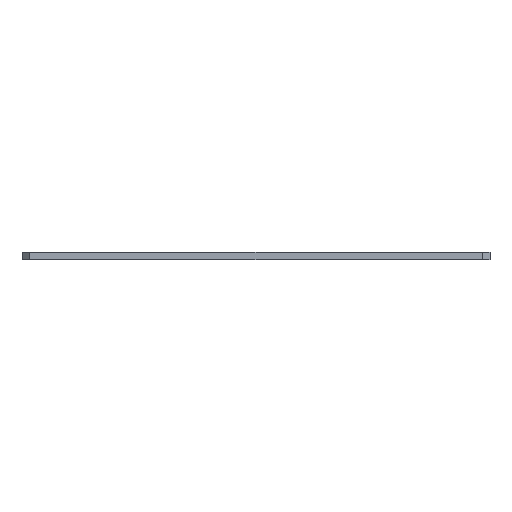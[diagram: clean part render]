
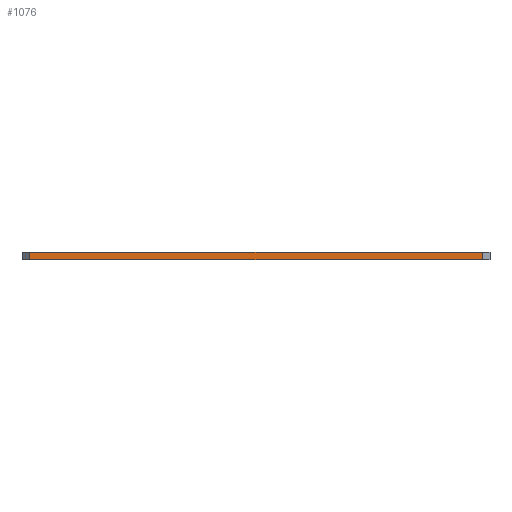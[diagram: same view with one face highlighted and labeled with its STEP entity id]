
A CAD part, front view. The second image highlights one B-rep face of the part: STEP entity #1076.
In plain terms, the highlighted planar face has unit normal (0, -1, 0).
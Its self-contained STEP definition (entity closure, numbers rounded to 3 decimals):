
#11 = ORIENTED_EDGE ( 'NONE', *, *, #1195, .F. ) ;
#78 = FACE_OUTER_BOUND ( 'NONE', #109, .T. ) ;
#109 = EDGE_LOOP ( 'NONE', ( #154, #164, #11, #866 ) ) ;
#127 = CARTESIAN_POINT ( 'NONE',  ( 58., -120., -2. ) ) ;
#154 = ORIENTED_EDGE ( 'NONE', *, *, #188, .T. ) ;
#161 = VECTOR ( 'NONE', #908, 1000. ) ;
#164 = ORIENTED_EDGE ( 'NONE', *, *, #369, .T. ) ;
#171 = CARTESIAN_POINT ( 'NONE',  ( 58., -120., 0. ) ) ;
#188 = EDGE_CURVE ( 'NONE', #1113, #630, #964, .T. ) ;
#213 = CARTESIAN_POINT ( 'NONE',  ( -60., -120., 0. ) ) ;
#218 = AXIS2_PLACEMENT_3D ( 'NONE', #621, #1106, #997 ) ;
#240 = CARTESIAN_POINT ( 'NONE',  ( -58., -120., -2. ) ) ;
#353 = DIRECTION ( 'NONE',  ( 0., 0., -1. ) ) ;
#369 = EDGE_CURVE ( 'NONE', #630, #741, #1000, .T. ) ;
#498 = VERTEX_POINT ( 'NONE', #551 ) ;
#520 = PLANE ( 'NONE',  #218 ) ;
#529 = VECTOR ( 'NONE', #1067, 1000. ) ;
#536 = CARTESIAN_POINT ( 'NONE',  ( -58., -120., -2. ) ) ;
#551 = CARTESIAN_POINT ( 'NONE',  ( 58., -120., -2. ) ) ;
#560 = CARTESIAN_POINT ( 'NONE',  ( -60., -120., -2. ) ) ;
#575 = DIRECTION ( 'NONE',  ( -1., 0., 0. ) ) ;
#596 = CARTESIAN_POINT ( 'NONE',  ( -58., -120., 0. ) ) ;
#618 = VECTOR ( 'NONE', #575, 1000. ) ;
#621 = CARTESIAN_POINT ( 'NONE',  ( -60., -120., -2. ) ) ;
#630 = VERTEX_POINT ( 'NONE', #596 ) ;
#661 = LINE ( 'NONE', #560, #618 ) ;
#706 = VECTOR ( 'NONE', #353, 1000. ) ;
#741 = VERTEX_POINT ( 'NONE', #536 ) ;
#866 = ORIENTED_EDGE ( 'NONE', *, *, #1007, .T. ) ;
#908 = DIRECTION ( 'NONE',  ( 0., 0., 1. ) ) ;
#964 = LINE ( 'NONE', #213, #529 ) ;
#974 = LINE ( 'NONE', #127, #161 ) ;
#997 = DIRECTION ( 'NONE',  ( 0., 0., 1. ) ) ;
#1000 = LINE ( 'NONE', #240, #706 ) ;
#1007 = EDGE_CURVE ( 'NONE', #498, #1113, #974, .T. ) ;
#1067 = DIRECTION ( 'NONE',  ( -1., 0., 0. ) ) ;
#1076 = ADVANCED_FACE ( 'NONE', ( #78 ), #520, .F. ) ;
#1106 = DIRECTION ( 'NONE',  ( 0., 1., 0. ) ) ;
#1113 = VERTEX_POINT ( 'NONE', #171 ) ;
#1195 = EDGE_CURVE ( 'NONE', #498, #741, #661, .T. ) ;
